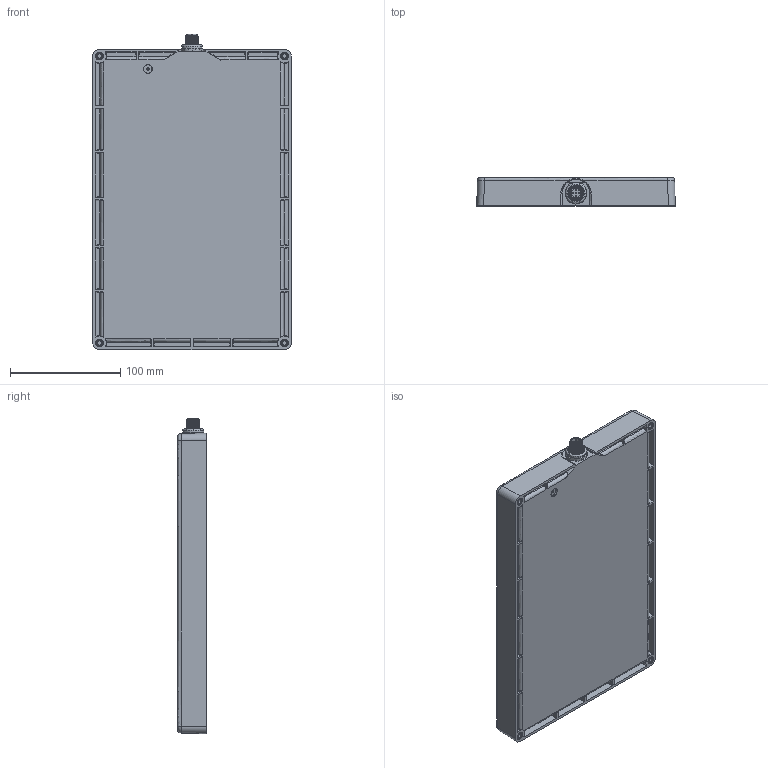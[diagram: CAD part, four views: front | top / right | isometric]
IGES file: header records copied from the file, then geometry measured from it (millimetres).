
Start section:  PTC IGES file: 148463.igs
Global section: file name: 148463.igs; native system: Pro/ENGINEER by Parametric Technology Corporation; preprocessor: 2009141; author: banengservice; organization: Unknown; date: 20110113.133317; units: inch
Bounding box: 180.1 x 25.77 x 286.23 mm (x, y, z)
Volume: 375887 mm3; surface area: 273546.1 mm2
Topology: 2 solids, 2 shells, 1138 faces, 2667 edges, 1641 vertices
Faces by surface type: revolution 633, bspline 505
